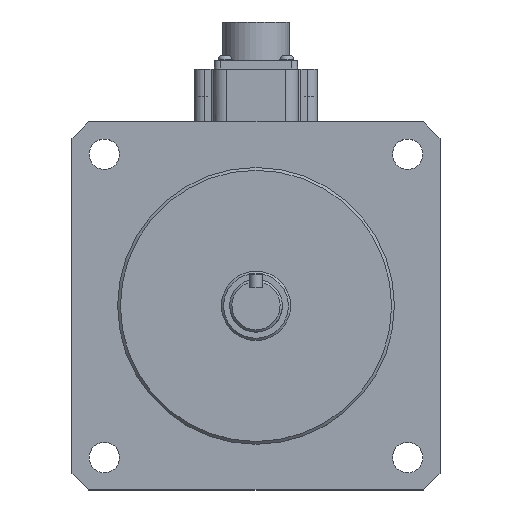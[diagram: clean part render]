
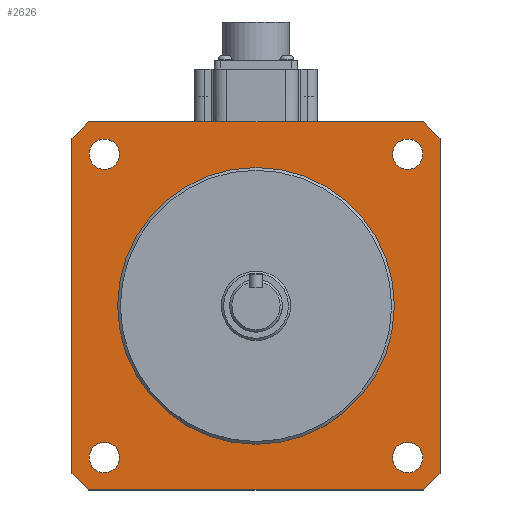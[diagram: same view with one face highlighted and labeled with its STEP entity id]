
A CAD part, top view. The second image highlights one B-rep face of the part: STEP entity #2626.
In plain terms, the highlighted planar face has unit normal (0, 0, 1).
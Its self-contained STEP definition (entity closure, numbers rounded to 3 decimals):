
#11 = EDGE_CURVE ( 'NONE', #3524, #3798, #833, .T. ) ;
#34 = LINE ( 'NONE', #599, #2194 ) ;
#39 = AXIS2_PLACEMENT_3D ( 'NONE', #51, #633, #920 ) ;
#47 = LINE ( 'NONE', #2653, #3424 ) ;
#51 = CARTESIAN_POINT ( 'NONE',  ( -54.801, 54.801, 0. ) ) ;
#66 = DIRECTION ( 'NONE',  ( 0.707, 0.707, 0. ) ) ;
#91 = VERTEX_POINT ( 'NONE', #3022 ) ;
#98 = CIRCLE ( 'NONE', #39, 5.5 ) ;
#99 = LINE ( 'NONE', #3559, #966 ) ;
#110 = FACE_BOUND ( 'NONE', #1065, .T. ) ;
#132 = ORIENTED_EDGE ( 'NONE', *, *, #1115, .T. ) ;
#133 = DIRECTION ( 'NONE',  ( 0., 0., 1. ) ) ;
#177 = EDGE_LOOP ( 'NONE', ( #3614 ) ) ;
#251 = CARTESIAN_POINT ( 'NONE',  ( 60.5, 66.5, 0. ) ) ;
#263 = CARTESIAN_POINT ( 'NONE',  ( -66.5, 66.5, 0. ) ) ;
#289 = ORIENTED_EDGE ( 'NONE', *, *, #976, .T. ) ;
#297 = VECTOR ( 'NONE', #3254, 1000. ) ;
#307 = LINE ( 'NONE', #903, #3104 ) ;
#375 = CARTESIAN_POINT ( 'NONE',  ( -60.5, -66.5, 0. ) ) ;
#378 = DIRECTION ( 'NONE',  ( 1., 0., 0. ) ) ;
#501 = ORIENTED_EDGE ( 'NONE', *, *, #1207, .T. ) ;
#502 = VERTEX_POINT ( 'NONE', #1145 ) ;
#586 = EDGE_CURVE ( 'NONE', #3062, #3062, #2037, .T. ) ;
#599 = CARTESIAN_POINT ( 'NONE',  ( 63.5, 63.5, 0. ) ) ;
#605 = VERTEX_POINT ( 'NONE', #626 ) ;
#620 = EDGE_LOOP ( 'NONE', ( #1427, #641, #1002, #132, #1009, #501, #3695, #3502 ) ) ;
#624 = ORIENTED_EDGE ( 'NONE', *, *, #1425, .F. ) ;
#626 = CARTESIAN_POINT ( 'NONE',  ( -66.5, 60.5, 0. ) ) ;
#633 = DIRECTION ( 'NONE',  ( 0., 0., 1. ) ) ;
#641 = ORIENTED_EDGE ( 'NONE', *, *, #1708, .T. ) ;
#693 = EDGE_CURVE ( 'NONE', #91, #91, #3135, .T. ) ;
#708 = DIRECTION ( 'NONE',  ( 0., 0., -1. ) ) ;
#732 = CIRCLE ( 'NONE', #2522, 5.5 ) ;
#748 = FACE_BOUND ( 'NONE', #3183, .T. ) ;
#781 = CARTESIAN_POINT ( 'NONE',  ( -54.801, -54.801, 0. ) ) ;
#825 = VERTEX_POINT ( 'NONE', #251 ) ;
#833 = LINE ( 'NONE', #1110, #1729 ) ;
#835 = EDGE_LOOP ( 'NONE', ( #289 ) ) ;
#903 = CARTESIAN_POINT ( 'NONE',  ( 63.5, -63.5, 0. ) ) ;
#920 = DIRECTION ( 'NONE',  ( 1., 0., 0. ) ) ;
#935 = CARTESIAN_POINT ( 'NONE',  ( 54.801, 54.801, 0. ) ) ;
#946 = DIRECTION ( 'NONE',  ( 0., 0., 1. ) ) ;
#966 = VECTOR ( 'NONE', #2160, 1000. ) ;
#976 = EDGE_CURVE ( 'NONE', #2443, #2443, #2645, .T. ) ;
#992 = CARTESIAN_POINT ( 'NONE',  ( -50., 0., 0. ) ) ;
#1002 = ORIENTED_EDGE ( 'NONE', *, *, #2243, .T. ) ;
#1009 = ORIENTED_EDGE ( 'NONE', *, *, #3622, .T. ) ;
#1024 = ORIENTED_EDGE ( 'NONE', *, *, #2503, .F. ) ;
#1053 = AXIS2_PLACEMENT_3D ( 'NONE', #935, #1236, #2384 ) ;
#1065 = EDGE_LOOP ( 'NONE', ( #624 ) ) ;
#1071 = CARTESIAN_POINT ( 'NONE',  ( -49.301, 54.801, 0. ) ) ;
#1089 = EDGE_CURVE ( 'NONE', #3798, #1355, #1479, .T. ) ;
#1110 = CARTESIAN_POINT ( 'NONE',  ( -63.5, -63.5, 0. ) ) ;
#1115 = EDGE_CURVE ( 'NONE', #2725, #825, #34, .T. ) ;
#1145 = CARTESIAN_POINT ( 'NONE',  ( 66.5, -60.5, 0. ) ) ;
#1147 = DIRECTION ( 'NONE',  ( 0., -1., 0. ) ) ;
#1187 = DIRECTION ( 'NONE',  ( -0.707, 0.707, 0. ) ) ;
#1207 = EDGE_CURVE ( 'NONE', #2049, #605, #99, .T. ) ;
#1225 = CARTESIAN_POINT ( 'NONE',  ( 54.801, -54.801, 0. ) ) ;
#1236 = DIRECTION ( 'NONE',  ( 0., 0., 1. ) ) ;
#1241 = DIRECTION ( 'NONE',  ( 1., 0., 0. ) ) ;
#1261 = FACE_OUTER_BOUND ( 'NONE', #620, .T. ) ;
#1355 = VERTEX_POINT ( 'NONE', #2256 ) ;
#1363 = LINE ( 'NONE', #263, #3649 ) ;
#1397 = CARTESIAN_POINT ( 'NONE',  ( 66.5, 60.5, 0. ) ) ;
#1425 = EDGE_CURVE ( 'NONE', #2583, #2583, #732, .T. ) ;
#1427 = ORIENTED_EDGE ( 'NONE', *, *, #1089, .T. ) ;
#1463 = CARTESIAN_POINT ( 'NONE',  ( 66.5, 66.5, 0. ) ) ;
#1479 = LINE ( 'NONE', #2680, #297 ) ;
#1525 = AXIS2_PLACEMENT_3D ( 'NONE', #781, #133, #3447 ) ;
#1708 = EDGE_CURVE ( 'NONE', #1355, #502, #307, .T. ) ;
#1729 = VECTOR ( 'NONE', #2251, 1000. ) ;
#1845 = FACE_BOUND ( 'NONE', #835, .T. ) ;
#1893 = DIRECTION ( 'NONE',  ( -1., 0., 0. ) ) ;
#1905 = PLANE ( 'NONE',  #2487 ) ;
#1925 = VERTEX_POINT ( 'NONE', #1071 ) ;
#2037 = CIRCLE ( 'NONE', #1053, 5.5 ) ;
#2049 = VERTEX_POINT ( 'NONE', #2774 ) ;
#2135 = CARTESIAN_POINT ( 'NONE',  ( 0., 0., 0. ) ) ;
#2160 = DIRECTION ( 'NONE',  ( -0.707, -0.707, 0. ) ) ;
#2194 = VECTOR ( 'NONE', #1187, 1000. ) ;
#2243 = EDGE_CURVE ( 'NONE', #502, #2725, #2663, .T. ) ;
#2251 = DIRECTION ( 'NONE',  ( 0.707, -0.707, 0. ) ) ;
#2256 = CARTESIAN_POINT ( 'NONE',  ( 60.5, -66.5, 0. ) ) ;
#2271 = CARTESIAN_POINT ( 'NONE',  ( 60.301, -54.801, 0. ) ) ;
#2384 = DIRECTION ( 'NONE',  ( 1., 0., 0. ) ) ;
#2439 = ORIENTED_EDGE ( 'NONE', *, *, #693, .F. ) ;
#2443 = VERTEX_POINT ( 'NONE', #992 ) ;
#2487 = AXIS2_PLACEMENT_3D ( 'NONE', #2135, #3316, #1241 ) ;
#2503 = EDGE_CURVE ( 'NONE', #1925, #1925, #98, .T. ) ;
#2522 = AXIS2_PLACEMENT_3D ( 'NONE', #1225, #946, #378 ) ;
#2583 = VERTEX_POINT ( 'NONE', #2271 ) ;
#2626 = ADVANCED_FACE ( 'NONE', ( #3358, #110, #748, #3101, #1261, #1845 ), #1905, .T. ) ;
#2645 = CIRCLE ( 'NONE', #3636, 50. ) ;
#2653 = CARTESIAN_POINT ( 'NONE',  ( -66.5, 66.5, 0. ) ) ;
#2663 = LINE ( 'NONE', #1463, #3099 ) ;
#2680 = CARTESIAN_POINT ( 'NONE',  ( -66.5, -66.5, 0. ) ) ;
#2707 = EDGE_LOOP ( 'NONE', ( #1024 ) ) ;
#2725 = VERTEX_POINT ( 'NONE', #1397 ) ;
#2774 = CARTESIAN_POINT ( 'NONE',  ( -60.5, 66.5, 0. ) ) ;
#2796 = CARTESIAN_POINT ( 'NONE',  ( 0., 0., 0. ) ) ;
#2823 = CARTESIAN_POINT ( 'NONE',  ( -66.5, -60.5, 0. ) ) ;
#3022 = CARTESIAN_POINT ( 'NONE',  ( -49.301, -54.801, 0. ) ) ;
#3062 = VERTEX_POINT ( 'NONE', #3685 ) ;
#3099 = VECTOR ( 'NONE', #3792, 1000. ) ;
#3101 = FACE_BOUND ( 'NONE', #2707, .T. ) ;
#3104 = VECTOR ( 'NONE', #66, 1000. ) ;
#3135 = CIRCLE ( 'NONE', #1525, 5.5 ) ;
#3183 = EDGE_LOOP ( 'NONE', ( #2439 ) ) ;
#3221 = EDGE_CURVE ( 'NONE', #605, #3524, #47, .T. ) ;
#3254 = DIRECTION ( 'NONE',  ( 1., 0., 0. ) ) ;
#3316 = DIRECTION ( 'NONE',  ( 0., 0., 1. ) ) ;
#3358 = FACE_BOUND ( 'NONE', #177, .T. ) ;
#3424 = VECTOR ( 'NONE', #1147, 1000. ) ;
#3447 = DIRECTION ( 'NONE',  ( 1., 0., 0. ) ) ;
#3502 = ORIENTED_EDGE ( 'NONE', *, *, #11, .T. ) ;
#3524 = VERTEX_POINT ( 'NONE', #2823 ) ;
#3559 = CARTESIAN_POINT ( 'NONE',  ( -63.5, 63.5, 0. ) ) ;
#3614 = ORIENTED_EDGE ( 'NONE', *, *, #586, .F. ) ;
#3622 = EDGE_CURVE ( 'NONE', #825, #2049, #1363, .T. ) ;
#3636 = AXIS2_PLACEMENT_3D ( 'NONE', #2796, #708, #1893 ) ;
#3649 = VECTOR ( 'NONE', #3755, 1000. ) ;
#3685 = CARTESIAN_POINT ( 'NONE',  ( 60.301, 54.801, 0. ) ) ;
#3695 = ORIENTED_EDGE ( 'NONE', *, *, #3221, .T. ) ;
#3755 = DIRECTION ( 'NONE',  ( -1., 0., 0. ) ) ;
#3792 = DIRECTION ( 'NONE',  ( 0., 1., 0. ) ) ;
#3798 = VERTEX_POINT ( 'NONE', #375 ) ;
